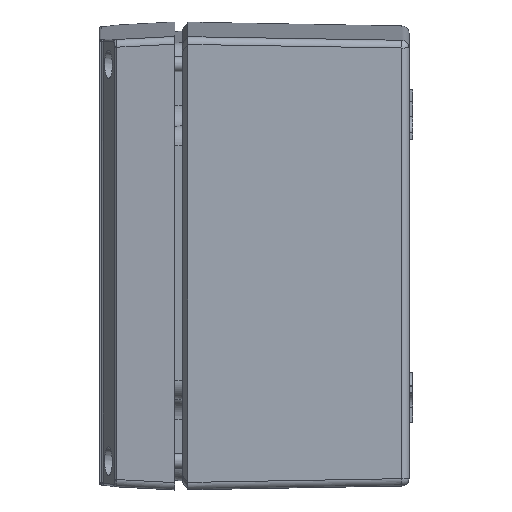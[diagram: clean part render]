
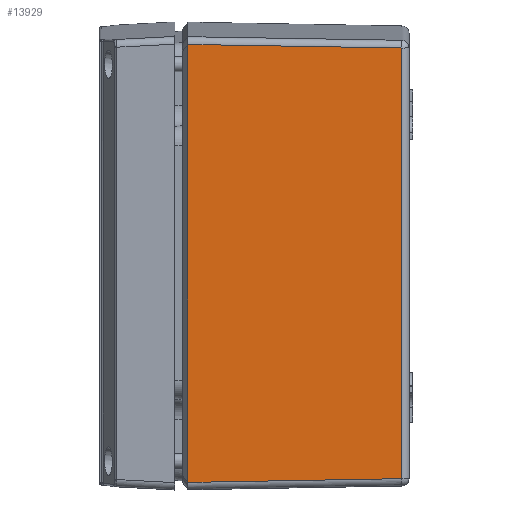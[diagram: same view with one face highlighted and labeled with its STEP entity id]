
A CAD part, left-side view. The second image highlights one B-rep face of the part: STEP entity #13929.
In plain terms, the highlighted face is planar.
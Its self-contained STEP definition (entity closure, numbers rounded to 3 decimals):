
#1094=LINE('',#31764,#1926);
#1095=LINE('',#31766,#1927);
#1096=LINE('',#31768,#1928);
#1097=LINE('',#31769,#1929);
#1926=VECTOR('',#19025,1000.);
#1927=VECTOR('',#19026,1000.);
#1928=VECTOR('',#19027,1000.);
#1929=VECTOR('',#19028,1000.);
#2256=PLANE('',#15455);
#3688=FACE_OUTER_BOUND('',#4780,.T.);
#4780=EDGE_LOOP('',(#12056,#12057,#12058,#12059));
#6992=VERTEX_POINT('',#31762);
#6993=VERTEX_POINT('',#31763);
#6994=VERTEX_POINT('',#31765);
#6995=VERTEX_POINT('',#31767);
#8750=EDGE_CURVE('',#6992,#6993,#1094,.T.);
#8751=EDGE_CURVE('',#6993,#6994,#1095,.T.);
#8752=EDGE_CURVE('',#6994,#6995,#1096,.T.);
#8753=EDGE_CURVE('',#6995,#6992,#1097,.T.);
#12056=ORIENTED_EDGE('',*,*,#8750,.T.);
#12057=ORIENTED_EDGE('',*,*,#8751,.T.);
#12058=ORIENTED_EDGE('',*,*,#8752,.T.);
#12059=ORIENTED_EDGE('',*,*,#8753,.T.);
#13929=ADVANCED_FACE('',(#3688),#2256,.T.);
#15455=AXIS2_PLACEMENT_3D('',#31761,#19023,#19024);
#19023=DIRECTION('center_axis',(-1.,-0.017,
0.));
#19024=DIRECTION('ref_axis',(0.017,-1.,0.));
#19025=DIRECTION('',(0.017,-1.,0.017));
#19026=DIRECTION('',(0.,0.,1.));
#19027=DIRECTION('',(-0.017,1.,0.017));
#19028=DIRECTION('',(0.,0.,-1.));
#31761=CARTESIAN_POINT('Origin',(-80.,0.,-60.));
#31762=CARTESIAN_POINT('',(-79.94,-3.5,-57.94));
#31763=CARTESIAN_POINT('',(-78.973,-60.034,-56.973));
#31764=CARTESIAN_POINT('',(-80.001,0.034,-58.001));
#31765=CARTESIAN_POINT('',(-78.973,-60.034,56.973));
#31766=CARTESIAN_POINT('',(-78.973,-60.034,56.94));
#31767=CARTESIAN_POINT('',(-79.94,-3.5,57.94));
#31768=CARTESIAN_POINT('',(-79.965,-2.017,57.966));
#31769=CARTESIAN_POINT('',(-79.94,-3.5,-59.966));
